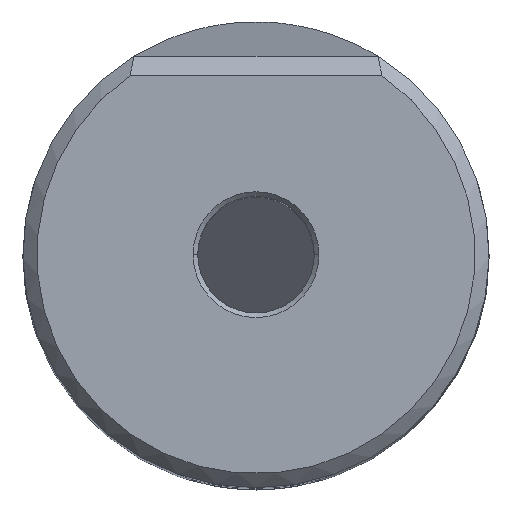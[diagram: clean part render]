
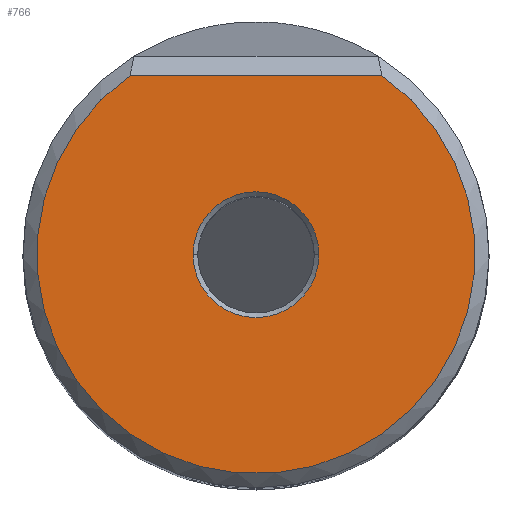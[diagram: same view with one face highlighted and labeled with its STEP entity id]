
A CAD part, top view. The second image highlights one B-rep face of the part: STEP entity #766.
In plain terms, the highlighted planar face has unit normal (0, 0, 1).
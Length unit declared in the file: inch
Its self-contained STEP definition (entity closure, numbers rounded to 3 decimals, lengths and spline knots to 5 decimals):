
#8 = PLANE ( 'NONE',  #144 ) ;
#63 = EDGE_CURVE ( 'NONE', #482, #675, #625, .T. ) ;
#64 = CARTESIAN_POINT ( 'NONE',  ( 0., 0., 0. ) ) ;
#67 = VERTEX_POINT ( 'NONE', #515 ) ;
#71 = VECTOR ( 'NONE', #557, 39.37008 ) ;
#81 = DIRECTION ( 'NONE',  ( 0., 0., 1. ) ) ;
#99 = EDGE_LOOP ( 'NONE', ( #309, #159 ) ) ;
#100 = CARTESIAN_POINT ( 'NONE',  ( 0., 0., 0. ) ) ;
#113 = DIRECTION ( 'NONE',  ( 0., -1., 0. ) ) ;
#144 = AXIS2_PLACEMENT_3D ( 'NONE', #64, #81, #728 ) ;
#154 = ORIENTED_EDGE ( 'NONE', *, *, #63, .T. ) ;
#159 = ORIENTED_EDGE ( 'NONE', *, *, #599, .T. ) ;
#160 = CARTESIAN_POINT ( 'NONE',  ( -0.135, 0., 0. ) ) ;
#198 = CARTESIAN_POINT ( 'NONE',  ( 0., 0.38472, 0. ) ) ;
#245 = FACE_OUTER_BOUND ( 'NONE', #772, .T. ) ;
#279 = CARTESIAN_POINT ( 'NONE',  ( 0.26999, 0.38472, 0. ) ) ;
#299 = CARTESIAN_POINT ( 'NONE',  ( 0., 0., 0. ) ) ;
#309 = ORIENTED_EDGE ( 'NONE', *, *, #647, .T. ) ;
#335 = ORIENTED_EDGE ( 'NONE', *, *, #481, .T. ) ;
#336 = DIRECTION ( 'NONE',  ( 0., 0., 1. ) ) ;
#372 = CIRCLE ( 'NONE', #706, 0.135 ) ;
#386 = CIRCLE ( 'NONE', #574, 0.47 ) ;
#392 = DIRECTION ( 'NONE',  ( 0., -1., 0. ) ) ;
#411 = CARTESIAN_POINT ( 'NONE',  ( -0.26999, 0.38472, 0. ) ) ;
#421 = DIRECTION ( 'NONE',  ( 0., 0., -1. ) ) ;
#441 = FACE_BOUND ( 'NONE', #99, .T. ) ;
#469 = VERTEX_POINT ( 'NONE', #160 ) ;
#481 = EDGE_CURVE ( 'NONE', #675, #482, #386, .T. ) ;
#482 = VERTEX_POINT ( 'NONE', #279 ) ;
#486 = AXIS2_PLACEMENT_3D ( 'NONE', #299, #421, #649 ) ;
#515 = CARTESIAN_POINT ( 'NONE',  ( 0.135, 0., 0. ) ) ;
#531 = CARTESIAN_POINT ( 'NONE',  ( 0., 0., 0. ) ) ;
#557 = DIRECTION ( 'NONE',  ( -1., 0., 0. ) ) ;
#574 = AXIS2_PLACEMENT_3D ( 'NONE', #100, #336, #392 ) ;
#599 = EDGE_CURVE ( 'NONE', #469, #67, #372, .T. ) ;
#625 = LINE ( 'NONE', #198, #71 ) ;
#647 = EDGE_CURVE ( 'NONE', #67, #469, #681, .T. ) ;
#649 = DIRECTION ( 'NONE',  ( 0., -1., 0. ) ) ;
#675 = VERTEX_POINT ( 'NONE', #411 ) ;
#681 = CIRCLE ( 'NONE', #486, 0.135 ) ;
#706 = AXIS2_PLACEMENT_3D ( 'NONE', #531, #712, #113 ) ;
#712 = DIRECTION ( 'NONE',  ( 0., 0., -1. ) ) ;
#728 = DIRECTION ( 'NONE',  ( 0., -1., 0. ) ) ;
#766 = ADVANCED_FACE ( 'NONE', ( #441, #245 ), #8, .T. ) ;
#772 = EDGE_LOOP ( 'NONE', ( #335, #154 ) ) ;
